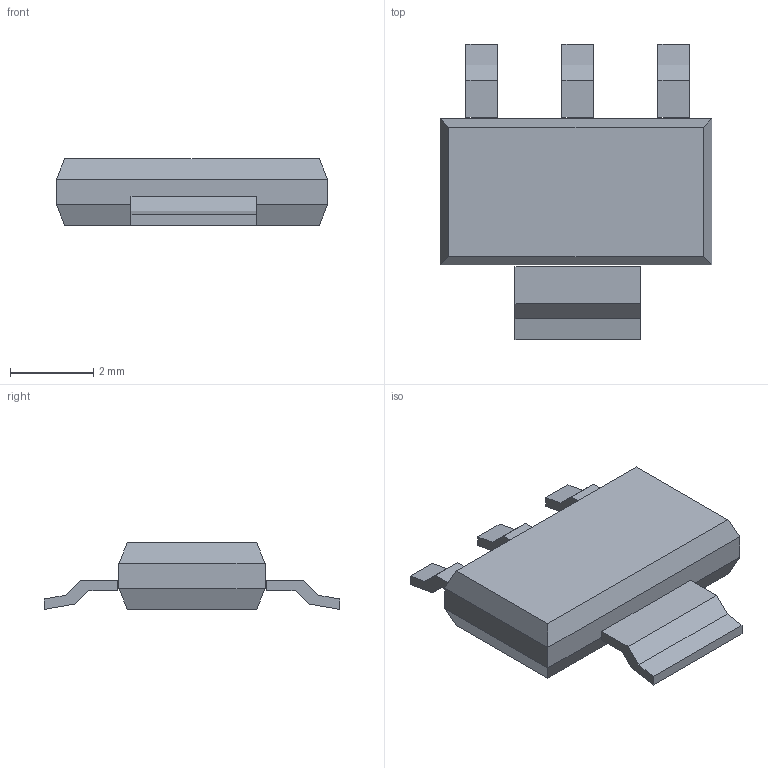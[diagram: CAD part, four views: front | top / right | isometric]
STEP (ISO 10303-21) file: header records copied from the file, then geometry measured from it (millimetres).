
FILE_DESCRIPTION(('FreeCAD Model'),'2;1');
FILE_NAME('SOT223-3.step', '2015-12-08T18:38:32',('Author'),(''), 'Open CASCADE STEP processor 6.8','FreeCAD','Unknown');
FILE_SCHEMA(('AUTOMOTIVE_DESIGN_CC2 { 1 2 10303 214 -1 1 5 4 }'));
Length unit declared in the file: millimetre
Products named in the file (5): Pin4; Pin3; Pin1; Pin2; Package
Bounding box: 6.5 x 7.07 x 1.6 mm (x, y, z)
Volume: 37.1 mm3; surface area: 97.1 mm2
Topology: 5 solids, 5 shells, 54 faces, 124 edges, 80 vertices
Faces by surface type: plane 54
Entity records: 3279 total; most frequent: CARTESIAN_POINT 507, DIRECTION 482, LINE 372, VECTOR 372, ORIENTED_EDGE 248, PCURVE 248, DEFINITIONAL_REPRESENTATION 248, EDGE_CURVE 124
